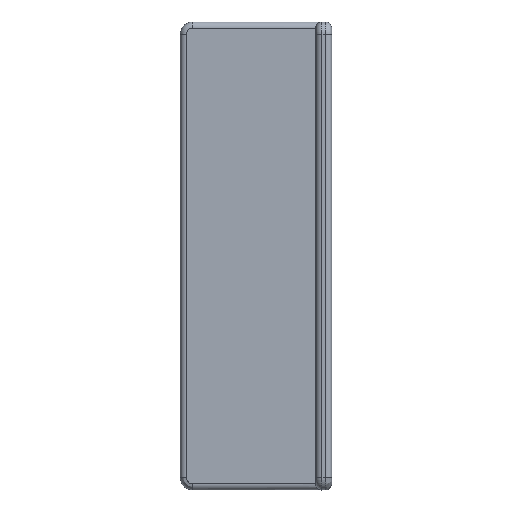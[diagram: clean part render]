
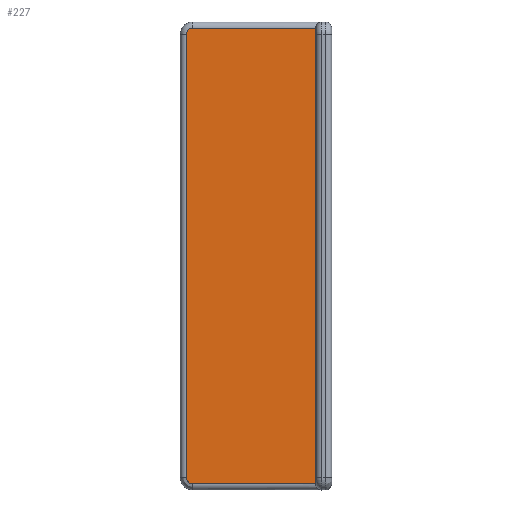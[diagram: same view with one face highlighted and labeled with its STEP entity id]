
A CAD part, left-side view. The second image highlights one B-rep face of the part: STEP entity #227.
In plain terms, the highlighted planar face has unit normal (-1, 0, 0).
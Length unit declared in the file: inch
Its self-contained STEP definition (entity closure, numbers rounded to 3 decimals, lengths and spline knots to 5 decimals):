
#74 = VERTEX_POINT ( 'NONE', #606 ) ;
#188 = EDGE_CURVE ( 'NONE', #421, #280, #799, .T. ) ;
#207 = EDGE_CURVE ( 'NONE', #421, #275, #834, .T. ) ;
#226 = EDGE_CURVE ( 'NONE', #300, #275, #957, .T. ) ;
#227 = ADVANCED_FACE ( 'NONE', ( #953 ), #942, .T. ) ;
#228 = EDGE_LOOP ( 'NONE', ( #245, #246, #247, #236, #237, #238 ) ) ;
#236 = ORIENTED_EDGE ( 'NONE', *, *, #188, .T. ) ;
#237 = ORIENTED_EDGE ( 'NONE', *, *, #347, .F. ) ;
#238 = ORIENTED_EDGE ( 'NONE', *, *, #250, .T. ) ;
#241 = EDGE_CURVE ( 'NONE', #74, #300, #967, .T. ) ;
#245 = ORIENTED_EDGE ( 'NONE', *, *, #241, .T. ) ;
#246 = ORIENTED_EDGE ( 'NONE', *, *, #226, .T. ) ;
#247 = ORIENTED_EDGE ( 'NONE', *, *, #207, .F. ) ;
#250 = EDGE_CURVE ( 'NONE', #260, #74, #853, .T. ) ;
#260 = VERTEX_POINT ( 'NONE', #890 ) ;
#275 = VERTEX_POINT ( 'NONE', #909 ) ;
#280 = VERTEX_POINT ( 'NONE', #903 ) ;
#300 = VERTEX_POINT ( 'NONE', #870 ) ;
#347 = EDGE_CURVE ( 'NONE', #260, #280, #1081, .T. ) ;
#421 = VERTEX_POINT ( 'NONE', #1023 ) ;
#606 = CARTESIAN_POINT ( 'NONE',  ( -0.03937, 0.05118, -0.72835 ) ) ;
#796 = DIRECTION ( 'NONE',  ( 0., 0., -1. ) ) ;
#797 = VECTOR ( 'NONE', #796, 39.37008 ) ;
#798 = CARTESIAN_POINT ( 'NONE',  ( -0.03937, 0.46457, -0.74803 ) ) ;
#799 = LINE ( 'NONE', #798, #797 ) ;
#834 = CIRCLE ( 'NONE', #968, 0.01969 ) ;
#840 = CARTESIAN_POINT ( 'NONE',  ( -0.03937, 0.44488, 0.70866 ) ) ;
#846 = DIRECTION ( 'NONE',  ( 0., 0., 1. ) ) ;
#847 = DIRECTION ( 'NONE',  ( 1., 0., 0. ) ) ;
#850 = DIRECTION ( 'NONE',  ( 0., -1., 0. ) ) ;
#851 = VECTOR ( 'NONE', #850, 39.37008 ) ;
#852 = CARTESIAN_POINT ( 'NONE',  ( -0.03937, 0.48425, -0.72835 ) ) ;
#853 = LINE ( 'NONE', #852, #851 ) ;
#870 = CARTESIAN_POINT ( 'NONE',  ( -0.03937, 0.05118, 0.72835 ) ) ;
#890 = CARTESIAN_POINT ( 'NONE',  ( -0.03937, 0.44488, -0.72835 ) ) ;
#903 = CARTESIAN_POINT ( 'NONE',  ( -0.03937, 0.46457, -0.70866 ) ) ;
#909 = CARTESIAN_POINT ( 'NONE',  ( -0.03937, 0.44488, 0.72835 ) ) ;
#938 = DIRECTION ( 'NONE',  ( 0., 0., 1. ) ) ;
#939 = DIRECTION ( 'NONE',  ( -1., 0., 0. ) ) ;
#940 = CARTESIAN_POINT ( 'NONE',  ( -0.03937, 0.48425, -0.74803 ) ) ;
#941 = AXIS2_PLACEMENT_3D ( 'NONE', #940, #939, #938 ) ;
#942 = PLANE ( 'NONE',  #941 ) ;
#953 = FACE_OUTER_BOUND ( 'NONE', #228, .T. ) ;
#954 = DIRECTION ( 'NONE',  ( 0., 1., 0. ) ) ;
#955 = VECTOR ( 'NONE', #954, 39.37008 ) ;
#956 = CARTESIAN_POINT ( 'NONE',  ( -0.03937, 0.48425, 0.72835 ) ) ;
#957 = LINE ( 'NONE', #956, #955 ) ;
#961 = DIRECTION ( 'NONE',  ( 0., 0., 1. ) ) ;
#962 = VECTOR ( 'NONE', #961, 39.37008 ) ;
#963 = CARTESIAN_POINT ( 'NONE',  ( -0.03937, 0.05118, -0.74803 ) ) ;
#967 = LINE ( 'NONE', #963, #962 ) ;
#968 = AXIS2_PLACEMENT_3D ( 'NONE', #840, #847, #846 ) ;
#1023 = CARTESIAN_POINT ( 'NONE',  ( -0.03937, 0.46457, 0.70866 ) ) ;
#1081 =( BOUNDED_CURVE ( )  B_SPLINE_CURVE ( 3, ( #1175, #1174, #1173, #1172 ),
 .UNSPECIFIED., .F., .T. ) 
 B_SPLINE_CURVE_WITH_KNOTS ( ( 4, 4 ),
 ( 0., 1. ),
 .UNSPECIFIED. ) 
 CURVE ( )  GEOMETRIC_REPRESENTATION_ITEM ( )  RATIONAL_B_SPLINE_CURVE ( ( 1., 0.805, 0.805, 1. ) ) 
 REPRESENTATION_ITEM ( '' )  );
#1172 = CARTESIAN_POINT ( 'NONE',  ( -0.03937, 0.46457, -0.70866 ) ) ;
#1173 = CARTESIAN_POINT ( 'NONE',  ( -0.03937, 0.46457, -0.72019 ) ) ;
#1174 = CARTESIAN_POINT ( 'NONE',  ( -0.03937, 0.45641, -0.72835 ) ) ;
#1175 = CARTESIAN_POINT ( 'NONE',  ( -0.03937, 0.44488, -0.72835 ) ) ;
